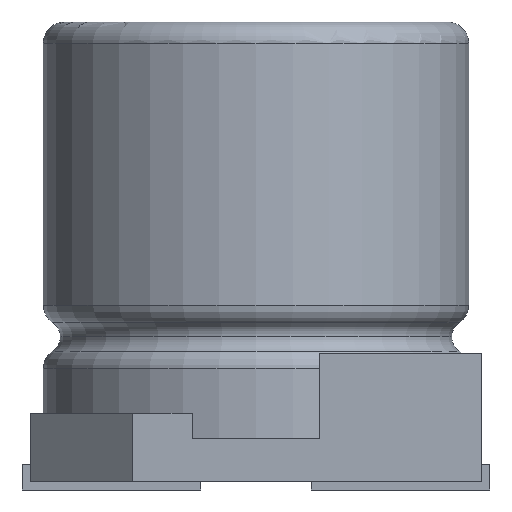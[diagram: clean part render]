
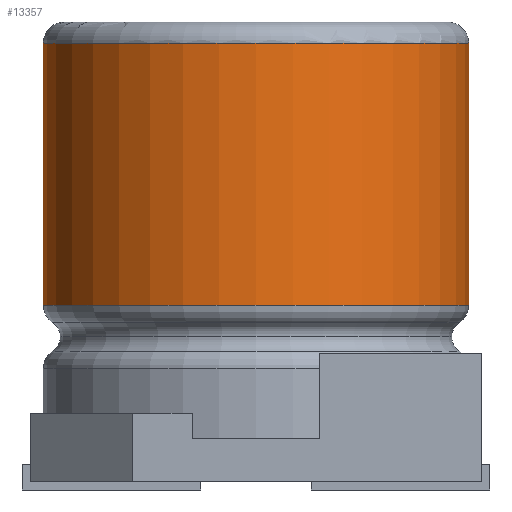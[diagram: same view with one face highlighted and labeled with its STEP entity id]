
A CAD part, front view. The second image highlights one B-rep face of the part: STEP entity #13357.
In plain terms, the highlighted cylindrical face has radius 2.5 mm (diameter 5 mm), a partial arc.
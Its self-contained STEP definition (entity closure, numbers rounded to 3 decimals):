
#954 = ORIENTED_EDGE ( 'NONE', *, *, #13142, .T. ) ;
#1155 = AXIS2_PLACEMENT_3D ( 'NONE', #8821, #12848, #1255 ) ;
#1255 = DIRECTION ( 'NONE',  ( -1., 0., 0. ) ) ;
#1304 = CARTESIAN_POINT ( 'NONE',  ( 2.5, 0., 5.15 ) ) ;
#1535 = CARTESIAN_POINT ( 'NONE',  ( 0., 0., 17.871 ) ) ;
#1651 = AXIS2_PLACEMENT_3D ( 'NONE', #4689, #9909, #3769 ) ;
#1905 = VERTEX_POINT ( 'NONE', #12600 ) ;
#1955 = CARTESIAN_POINT ( 'NONE',  ( -2.5, 0., 2.074 ) ) ;
#1966 = CARTESIAN_POINT ( 'NONE',  ( -2.5, 0., 17.871 ) ) ;
#2382 = EDGE_CURVE ( 'NONE', #8719, #1905, #2643, .T. ) ;
#2579 = DIRECTION ( 'NONE',  ( -1., 0., 0. ) ) ;
#2643 = LINE ( 'NONE', #13069, #13226 ) ;
#2731 = ORIENTED_EDGE ( 'NONE', *, *, #11352, .T. ) ;
#3769 = DIRECTION ( 'NONE',  ( -1., 0., 0. ) ) ;
#4319 = CYLINDRICAL_SURFACE ( 'NONE', #5137, 2.5 ) ;
#4535 = CIRCLE ( 'NONE', #1651, 2.5 ) ;
#4689 = CARTESIAN_POINT ( 'NONE',  ( 0., 0., 2.074 ) ) ;
#5137 = AXIS2_PLACEMENT_3D ( 'NONE', #1535, #9892, #2579 ) ;
#5863 = CARTESIAN_POINT ( 'NONE',  ( -2.5, 0., 5.15 ) ) ;
#6143 = EDGE_CURVE ( 'NONE', #9088, #9506, #12526, .T. ) ;
#7136 = ORIENTED_EDGE ( 'NONE', *, *, #2382, .F. ) ;
#7627 = EDGE_LOOP ( 'NONE', ( #7136, #2731, #7794, #954 ) ) ;
#7794 = ORIENTED_EDGE ( 'NONE', *, *, #6143, .T. ) ;
#8644 = FACE_OUTER_BOUND ( 'NONE', #7627, .T. ) ;
#8719 = VERTEX_POINT ( 'NONE', #1304 ) ;
#8821 = CARTESIAN_POINT ( 'NONE',  ( 0., 0., 5.15 ) ) ;
#9088 = VERTEX_POINT ( 'NONE', #5863 ) ;
#9506 = VERTEX_POINT ( 'NONE', #1955 ) ;
#9892 = DIRECTION ( 'NONE',  ( 0., 0., -1. ) ) ;
#9909 = DIRECTION ( 'NONE',  ( 0., 0., 1. ) ) ;
#11344 = VECTOR ( 'NONE', #13296, 1000. ) ;
#11352 = EDGE_CURVE ( 'NONE', #8719, #9088, #13549, .T. ) ;
#12166 = DIRECTION ( 'NONE',  ( 0., 0., -1. ) ) ;
#12526 = LINE ( 'NONE', #1966, #11344 ) ;
#12600 = CARTESIAN_POINT ( 'NONE',  ( 2.5, 0., 2.074 ) ) ;
#12848 = DIRECTION ( 'NONE',  ( 0., 0., -1. ) ) ;
#13069 = CARTESIAN_POINT ( 'NONE',  ( 2.5, 0., 17.871 ) ) ;
#13142 = EDGE_CURVE ( 'NONE', #9506, #1905, #4535, .T. ) ;
#13226 = VECTOR ( 'NONE', #12166, 1000. ) ;
#13296 = DIRECTION ( 'NONE',  ( 0., 0., -1. ) ) ;
#13357 = ADVANCED_FACE ( 'NONE', ( #8644 ), #4319, .T. ) ;
#13549 = CIRCLE ( 'NONE', #1155, 2.5 ) ;
